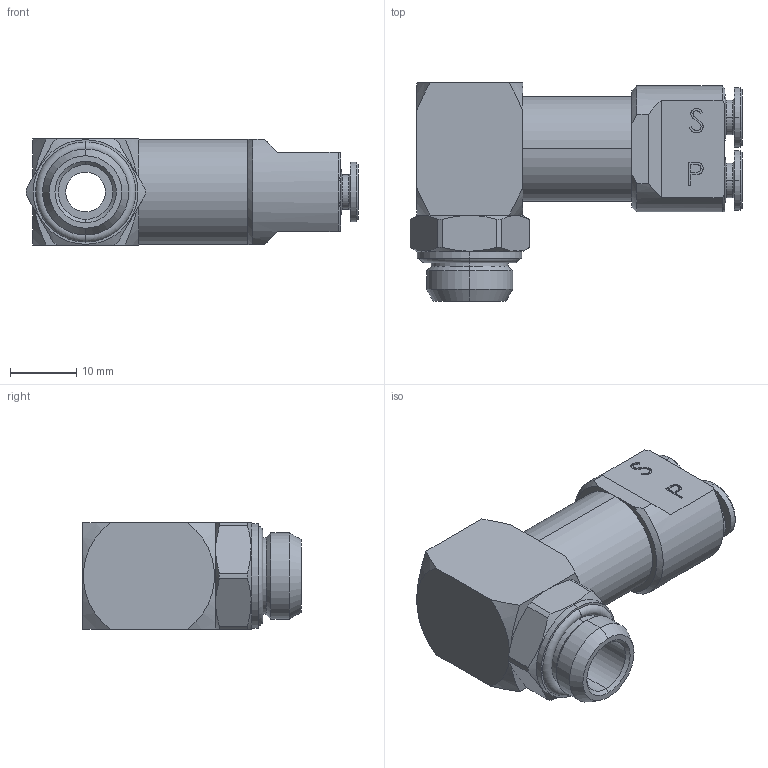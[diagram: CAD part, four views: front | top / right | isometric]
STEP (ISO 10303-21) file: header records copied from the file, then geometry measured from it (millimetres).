
FILE_DESCRIPTION (( 'STEP AP203' ), '1' );
FILE_NAME ('04420002.STEP', '2011-05-19T15:17:12', ( '' ), ( 'sopra-pneumatic' ), 'SwSTEP 2.0', 'SolidWorks 2009', '' );
FILE_SCHEMA (( 'CONFIG_CONTROL_DESIGN' ));
Length unit declared in the file: millimetre
Products named in the file (1): 04420002
Bounding box: 50.1 x 33 x 16 mm (x, y, z)
Volume: 11380.7 mm3; surface area: 5511.2 mm2
Topology: 1 solids, 2 shells, 144 faces, 344 edges, 218 vertices
Faces by surface type: plane 45, cone 40, cylinder 36, bspline 21, torus 2
Entity records: 6018 total; most frequent: CARTESIAN_POINT 2744, ORIENTED_EDGE 684, DIRECTION 617, EDGE_CURVE 342, AXIS2_PLACEMENT_3D 237, VERTEX_POINT 218, EDGE_LOOP 162, FACE_OUTER_BOUND 144
